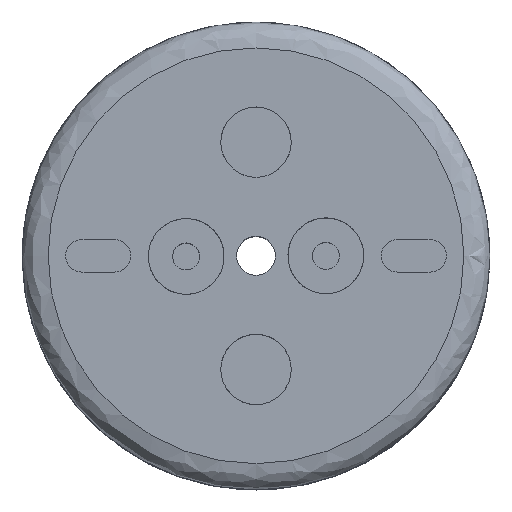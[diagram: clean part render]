
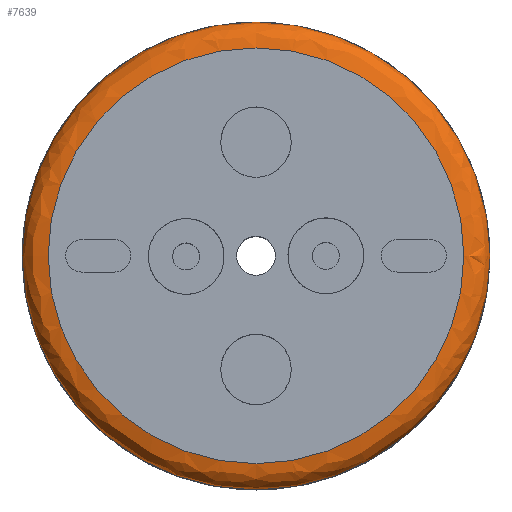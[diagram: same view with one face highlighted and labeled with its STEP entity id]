
A CAD part, top view. The second image highlights one B-rep face of the part: STEP entity #7639.
In plain terms, the highlighted free-form (B-spline) face has degree [3, 3] with [4, 7] control points.
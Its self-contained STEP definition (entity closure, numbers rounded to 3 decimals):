
#6373=CARTESIAN_POINT('',(9.6,-0.,53.999));
#6374=VERTEX_POINT('',#6373);
#6375=CARTESIAN_POINT('',(-0.,-0.,53.999));
#6376=DIRECTION('',(0.,-0.,1.));
#6377=DIRECTION('',(1.,0.,0.));
#6378=AXIS2_PLACEMENT_3D('',#6375,#6376,#6377);
#6379=CIRCLE('',#6378,9.6);
#6380=EDGE_CURVE('',#6374,#6374,#6379,.T.);
#7586=CARTESIAN_POINT('',(10.8,-0.,52.999));
#7587=VERTEX_POINT('',#7586);
#7588=CARTESIAN_POINT('',(-0.,-0.,52.999));
#7589=DIRECTION('',(0.,-0.,-1.));
#7590=DIRECTION('',(1.,-0.,0.));
#7591=AXIS2_PLACEMENT_3D('',#7588,#7589,#7590);
#7592=CIRCLE('',#7591,10.8);
#7593=EDGE_CURVE('',#7587,#7587,#7592,.T.);
#7598=CARTESIAN_POINT('',(9.6,-0.,53.999));
#7599=CARTESIAN_POINT('',(9.6,19.2,53.999));
#7600=CARTESIAN_POINT('',(-9.6,19.2,53.999));
#7601=CARTESIAN_POINT('',(-9.6,-0.,53.999));
#7602=CARTESIAN_POINT('',(-9.6,-19.2,53.999));
#7603=CARTESIAN_POINT('',(9.6,-19.2,53.999));
#7604=CARTESIAN_POINT('',(9.6,-0.,53.999));
#7605=CARTESIAN_POINT('',(10.4,-0.,53.999));
#7606=CARTESIAN_POINT('',(10.4,20.8,53.999));
#7607=CARTESIAN_POINT('',(-10.4,20.8,53.999));
#7608=CARTESIAN_POINT('',(-10.4,-0.,53.999));
#7609=CARTESIAN_POINT('',(-10.4,-20.8,53.999));
#7610=CARTESIAN_POINT('',(10.4,-20.8,53.999));
#7611=CARTESIAN_POINT('',(10.4,-0.,53.999));
#7612=CARTESIAN_POINT('',(10.8,-0.,53.499));
#7613=CARTESIAN_POINT('',(10.8,21.6,53.499));
#7614=CARTESIAN_POINT('',(-10.8,21.6,53.499));
#7615=CARTESIAN_POINT('',(-10.8,-0.,53.499));
#7616=CARTESIAN_POINT('',(-10.8,-21.6,53.499));
#7617=CARTESIAN_POINT('',(10.8,-21.6,53.499));
#7618=CARTESIAN_POINT('',(10.8,-0.,53.499));
#7619=CARTESIAN_POINT('',(10.8,-0.,52.999));
#7620=CARTESIAN_POINT('',(10.8,21.6,52.999));
#7621=CARTESIAN_POINT('',(-10.8,21.6,52.999));
#7622=CARTESIAN_POINT('',(-10.8,-0.,52.999));
#7623=CARTESIAN_POINT('',(-10.8,-21.6,52.999));
#7624=CARTESIAN_POINT('',(10.8,-21.6,52.999));
#7625=CARTESIAN_POINT('',(10.8,-0.,52.999));
#7626=(BOUNDED_SURFACE()
B_SPLINE_SURFACE(3,3,((#7598,#7599,#7600,#7601,#7602,#7603,#7604),(#7605,#7606,#7607,#7608,#7609,#7610,#7611),(#7612,#7613,#7614,#7615,#7616,#7617,#7618),(#7619,#7620,#7621,#7622,#7623,#7624,#7625)),.UNSPECIFIED.,.F.,.T.,.U.)
B_SPLINE_SURFACE_WITH_KNOTS((4,4),(4,3,4),(0.25,0.5),(0.,0.5,1.),.UNSPECIFIED.)
GEOMETRIC_REPRESENTATION_ITEM()
RATIONAL_B_SPLINE_SURFACE(((0.5,0.167,0.167,0.5,0.167,0.167,0.5),(0.5,0.167,0.167,0.5,0.167,0.167,0.5),(0.667,0.222,0.222,0.667,0.222,0.222,0.667),(1.,0.333,0.333,1.,0.333,0.333,1.)))
REPRESENTATION_ITEM('')
SURFACE()
);
#7627=CARTESIAN_POINT('',(10.8,-0.,52.999));
#7628=CARTESIAN_POINT('',(10.8,-0.,53.499));
#7629=CARTESIAN_POINT('',(10.4,-0.,53.999));
#7630=CARTESIAN_POINT('',(9.6,-0.,53.999));
#7631=(BOUNDED_CURVE()
B_SPLINE_CURVE(3,(#7627,#7628,#7629,#7630),.UNSPECIFIED.,.F.,.F.)
B_SPLINE_CURVE_WITH_KNOTS((4,4),(0.5,0.75),.UNSPECIFIED.)
CURVE()
GEOMETRIC_REPRESENTATION_ITEM()
RATIONAL_B_SPLINE_CURVE((1.,0.667,0.5,0.5))
REPRESENTATION_ITEM(''));
#7632=EDGE_CURVE('',#7587,#6374,#7631,.T.);
#7633=ORIENTED_EDGE('',*,*,#7632,.T.);
#7634=ORIENTED_EDGE('',*,*,#6380,.F.);
#7635=ORIENTED_EDGE('',*,*,#7632,.F.);
#7636=ORIENTED_EDGE('',*,*,#7593,.F.);
#7637=EDGE_LOOP('',(#7633,#7634,#7635,#7636));
#7638=FACE_BOUND('',#7637,.T.);
#7639=ADVANCED_FACE('',(#7638),#7626,.T.);
